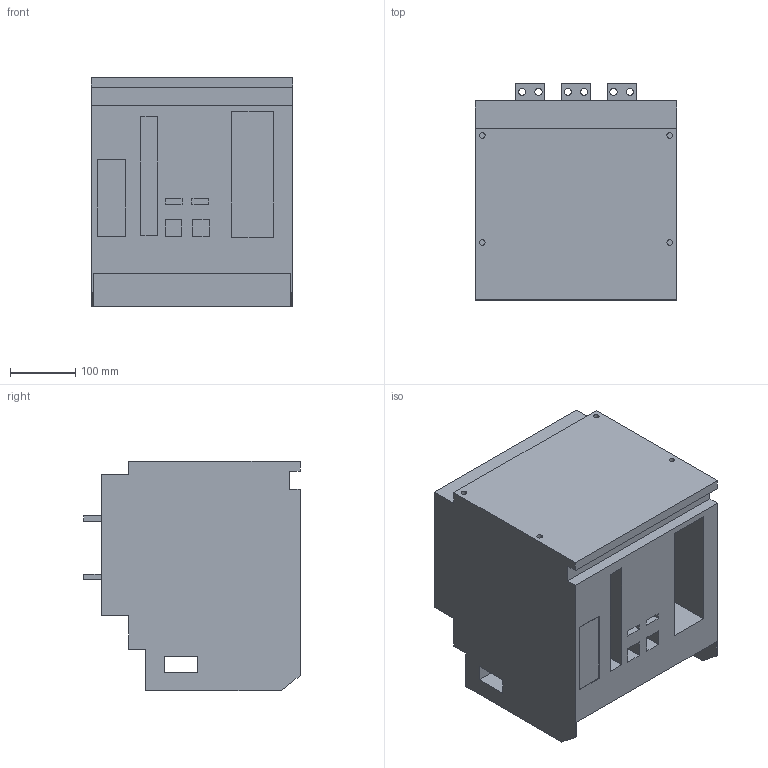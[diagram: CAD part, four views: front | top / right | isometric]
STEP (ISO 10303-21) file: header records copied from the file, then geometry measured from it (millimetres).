
FILE_DESCRIPTION((''),'2;1');
FILE_NAME('NXA16N08-12-MD3','2019-04-25T',('xuxc'),(''),'CREO PARAMETRIC BY PTC INC, 2015480','CREO PARAMETRIC BY PTC INC, 2015480','');
FILE_SCHEMA(('CONFIG_CONTROL_DESIGN'));
Length unit declared in the file: millimetre
Products named in the file (1): NXA16N08-12-MD3
Bounding box: 308 x 331.5 x 351 mm (x, y, z)
Volume: 26062885.8 mm3; surface area: 867342.1 mm2
Topology: 1 solids, 1 shells, 127 faces, 324 edges, 216 vertices
Faces by surface type: plane 95, cylinder 32
Entity records: 3933 total; most frequent: CARTESIAN_POINT 667, ORIENTED_EDGE 648, DIRECTION 642, EDGE_CURVE 324, VECTOR 260, LINE 260, VERTEX_POINT 216, AXIS2_PLACEMENT_3D 191
